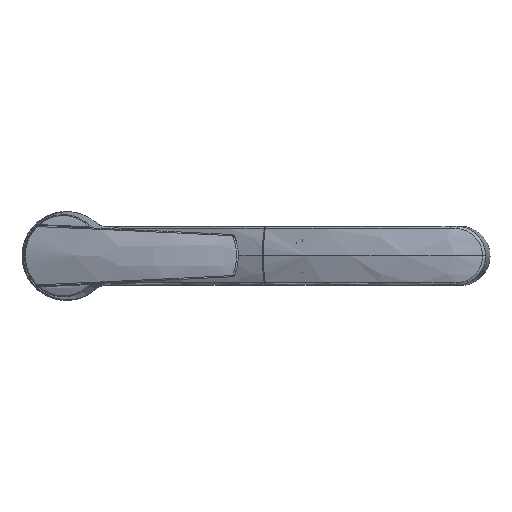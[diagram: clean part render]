
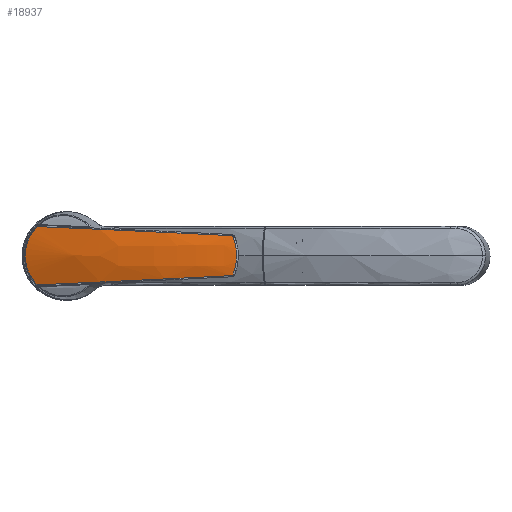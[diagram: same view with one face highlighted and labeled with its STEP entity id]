
A CAD part, top view. The second image highlights one B-rep face of the part: STEP entity #18937.
In plain terms, the highlighted free-form (B-spline) face has degree [3, 3] with [11, 4] control points.
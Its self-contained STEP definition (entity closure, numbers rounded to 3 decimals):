
#1799=B_SPLINE_SURFACE_WITH_KNOTS('',3,3,((#35135,#35136,#35137,#35138),
(#35139,#35140,#35141,#35142),(#35143,#35144,#35145,#35146),(#35147,#35148,
#35149,#35150),(#35151,#35152,#35153,#35154),(#35155,#35156,#35157,#35158),
(#35159,#35160,#35161,#35162),(#35163,#35164,#35165,#35166),(#35167,#35168,
#35169,#35170),(#35171,#35172,#35173,#35174),(#35175,#35176,#35177,#35178)),
 .UNSPECIFIED.,.F.,.F.,.F.,(4,1,1,1,1,1,1,1,4),(4,4),(0.016,
0.074,0.104,0.143,0.191,
0.269,0.367,0.523,0.952),
(0.045,0.955),.UNSPECIFIED.);
#2341=B_SPLINE_CURVE_WITH_KNOTS('',3,(#34244,#34245,#34246,#34247,#34248,
#34249,#34250,#34251,#34252),.UNSPECIFIED.,.F.,.F.,(4,1,1,1,1,1,4),(0.,
0.125,0.25,0.375,0.5,0.75,1.),.UNSPECIFIED.);
#2369=B_SPLINE_CURVE_WITH_KNOTS('',3,(#35095,#35096,#35097,#35098,#35099,
#35100,#35101,#35102,#35103),.UNSPECIFIED.,.F.,.F.,(4,1,1,1,1,1,4),(0.,
0.25,0.5,0.625,0.75,0.875,1.),.UNSPECIFIED.);
#2374=B_SPLINE_CURVE_WITH_KNOTS('',3,(#35179,#35180,#35181,#35182,#35183,
#35184,#35185,#35186,#35187,#35188,#35189),.UNSPECIFIED.,.F.,.F.,(4,1,1,
1,1,1,1,1,4),(0.,0.125,0.25,0.375,0.5,0.625,0.75,0.875,1.),
 .UNSPECIFIED.);
#2375=B_SPLINE_CURVE_WITH_KNOTS('',3,(#35192,#35193,#35194,#35195),
 .UNSPECIFIED.,.F.,.F.,(4,4),(0.,1.),.UNSPECIFIED.);
#2376=B_SPLINE_CURVE_WITH_KNOTS('',3,(#35196,#35197,#35198,#35199,#35200,
#35201,#35202,#35203,#35204,#35205,#35206,#35207,#35208,#35209),
 .UNSPECIFIED.,.F.,.F.,(4,1,1,1,1,1,1,1,1,1,1,4),(0.,0.125,0.188,0.25,
0.375,0.438,0.5,0.625,0.75,0.813,0.875,1.),.UNSPECIFIED.);
#2377=B_SPLINE_CURVE_WITH_KNOTS('',3,(#35210,#35211,#35212,#35213),
 .UNSPECIFIED.,.F.,.F.,(4,4),(0.,1.),.UNSPECIFIED.);
#5295=ORIENTED_EDGE('',*,*,#11094,.T.);
#5296=ORIENTED_EDGE('',*,*,#11095,.T.);
#5297=ORIENTED_EDGE('',*,*,#11088,.T.);
#5298=ORIENTED_EDGE('',*,*,#11096,.T.);
#5299=ORIENTED_EDGE('',*,*,#11055,.T.);
#5300=ORIENTED_EDGE('',*,*,#11097,.T.);
#11055=EDGE_CURVE('',#14086,#14085,#2341,.F.);
#11088=EDGE_CURVE('',#14111,#14110,#2369,.F.);
#11094=EDGE_CURVE('',#14116,#14117,#2374,.T.);
#11095=EDGE_CURVE('',#14117,#14111,#2375,.T.);
#11096=EDGE_CURVE('',#14110,#14086,#2376,.T.);
#11097=EDGE_CURVE('',#14085,#14116,#2377,.T.);
#14085=VERTEX_POINT('',#34243);
#14086=VERTEX_POINT('',#34253);
#14110=VERTEX_POINT('',#35094);
#14111=VERTEX_POINT('',#35104);
#14116=VERTEX_POINT('',#35190);
#14117=VERTEX_POINT('',#35191);
#16143=EDGE_LOOP('',(#5295,#5296,#5297,#5298,#5299,#5300));
#17448=FACE_BOUND('',#16143,.T.);
#18937=ADVANCED_FACE('',(#17448),#1799,.T.);
#34243=CARTESIAN_POINT('',(94.382,-11.515,179.439));
#34244=CARTESIAN_POINT('',(94.382,-11.515,179.439));
#34245=CARTESIAN_POINT('',(89.65,-11.761,179.34));
#34246=CARTESIAN_POINT('',(80.151,-12.268,179.14));
#34247=CARTESIAN_POINT('',(65.976,-12.938,178.132));
#34248=CARTESIAN_POINT('',(51.86,-13.576,176.504));
#34249=CARTESIAN_POINT('',(33.114,-14.416,173.43));
#34250=CARTESIAN_POINT('',(9.983,-15.616,167.823));
#34251=CARTESIAN_POINT('',(-7.945,-16.452,161.562));
#34252=CARTESIAN_POINT('',(-16.731,-16.752,158.02));
#34253=CARTESIAN_POINT('',(-16.731,-16.752,158.02));
#35094=CARTESIAN_POINT('',(-16.732,16.752,158.019));
#35095=CARTESIAN_POINT('',(-16.732,16.752,158.019));
#35096=CARTESIAN_POINT('',(-7.918,16.451,161.574));
#35097=CARTESIAN_POINT('',(9.971,15.612,167.832));
#35098=CARTESIAN_POINT('',(33.091,14.417,173.424));
#35099=CARTESIAN_POINT('',(51.853,13.576,176.503));
#35100=CARTESIAN_POINT('',(66.009,12.937,178.136));
#35101=CARTESIAN_POINT('',(80.183,12.267,179.141));
#35102=CARTESIAN_POINT('',(89.661,11.761,179.34));
#35103=CARTESIAN_POINT('',(94.382,11.515,179.439));
#35104=CARTESIAN_POINT('',(94.382,11.515,179.439));
#35135=CARTESIAN_POINT('',(98.997,19.196,177.917));
#35136=CARTESIAN_POINT('',(98.388,5.751,181.262));
#35137=CARTESIAN_POINT('',(98.388,-5.751,181.262));
#35138=CARTESIAN_POINT('',(98.997,-19.195,177.918));
#35139=CARTESIAN_POINT('',(96.277,19.079,177.907));
#35140=CARTESIAN_POINT('',(95.676,5.746,181.222));
#35141=CARTESIAN_POINT('',(95.676,-5.746,181.222));
#35142=CARTESIAN_POINT('',(96.276,-19.078,177.908));
#35143=CARTESIAN_POINT('',(92.197,18.904,177.891));
#35144=CARTESIAN_POINT('',(91.609,5.738,181.161));
#35145=CARTESIAN_POINT('',(91.609,-5.738,181.161));
#35146=CARTESIAN_POINT('',(92.197,-18.903,177.891));
#35147=CARTESIAN_POINT('',(86.302,18.651,177.87));
#35148=CARTESIAN_POINT('',(85.733,5.727,181.075));
#35149=CARTESIAN_POINT('',(85.733,-5.727,181.075));
#35150=CARTESIAN_POINT('',(86.302,-18.65,177.87));
#35151=CARTESIAN_POINT('',(80.895,18.437,177.761));
#35152=CARTESIAN_POINT('',(80.338,5.717,180.91));
#35153=CARTESIAN_POINT('',(80.338,-5.717,180.91));
#35154=CARTESIAN_POINT('',(80.895,-18.436,177.761));
#35155=CARTESIAN_POINT('',(73.288,18.162,177.466));
#35156=CARTESIAN_POINT('',(72.74,5.705,180.541));
#35157=CARTESIAN_POINT('',(72.74,-5.705,180.541));
#35158=CARTESIAN_POINT('',(73.288,-18.161,177.467));
#35159=CARTESIAN_POINT('',(63.104,17.845,176.78));
#35160=CARTESIAN_POINT('',(62.551,5.69,179.766));
#35161=CARTESIAN_POINT('',(62.551,-5.69,179.766));
#35162=CARTESIAN_POINT('',(63.104,-17.845,176.78));
#35163=CARTESIAN_POINT('',(48.264,17.478,175.188));
#35164=CARTESIAN_POINT('',(47.675,5.674,178.064));
#35165=CARTESIAN_POINT('',(47.675,-5.674,178.064));
#35166=CARTESIAN_POINT('',(48.264,-17.478,175.188));
#35167=CARTESIAN_POINT('',(18.336,16.986,170.196));
#35168=CARTESIAN_POINT('',(17.601,5.652,172.894));
#35169=CARTESIAN_POINT('',(17.601,-5.652,172.894));
#35170=CARTESIAN_POINT('',(18.336,-16.985,170.196));
#35171=CARTESIAN_POINT('',(-6.116,16.953,162.566));
#35172=CARTESIAN_POINT('',(-7.081,5.65,165.177));
#35173=CARTESIAN_POINT('',(-7.081,-5.65,165.177));
#35174=CARTESIAN_POINT('',(-6.116,-16.953,162.566));
#35175=CARTESIAN_POINT('',(-23.458,16.951,155.216));
#35176=CARTESIAN_POINT('',(-24.587,5.65,157.754));
#35177=CARTESIAN_POINT('',(-24.587,-5.65,157.754));
#35178=CARTESIAN_POINT('',(-23.458,-16.951,155.216));
#35179=CARTESIAN_POINT('',(95.569,-11.161,179.51));
#35180=CARTESIAN_POINT('',(95.941,-10.297,179.649));
#35181=CARTESIAN_POINT('',(96.587,-8.531,179.902));
#35182=CARTESIAN_POINT('',(97.284,-5.695,180.197));
#35183=CARTESIAN_POINT('',(97.677,-2.913,180.374));
#35184=CARTESIAN_POINT('',(97.813,-0.001,180.438));
#35185=CARTESIAN_POINT('',(97.678,2.911,180.374));
#35186=CARTESIAN_POINT('',(97.285,5.692,180.198));
#35187=CARTESIAN_POINT('',(96.588,8.53,179.902));
#35188=CARTESIAN_POINT('',(95.941,10.296,179.649));
#35189=CARTESIAN_POINT('',(95.569,11.161,179.51));
#35190=CARTESIAN_POINT('',(95.569,-11.161,179.51));
#35191=CARTESIAN_POINT('',(95.569,11.161,179.51));
#35192=CARTESIAN_POINT('',(95.569,11.161,179.51));
#35193=CARTESIAN_POINT('',(95.217,11.376,179.472));
#35194=CARTESIAN_POINT('',(94.808,11.492,179.448));
#35195=CARTESIAN_POINT('',(94.382,11.515,179.439));
#35196=CARTESIAN_POINT('',(-16.732,16.752,158.019));
#35197=CARTESIAN_POINT('',(-17.822,15.673,157.871));
#35198=CARTESIAN_POINT('',(-19.286,13.9,157.706));
#35199=CARTESIAN_POINT('',(-20.871,11.251,157.57));
#35200=CARTESIAN_POINT('',(-22.223,8.356,157.475));
#35201=CARTESIAN_POINT('',(-23.101,5.423,157.427));
#35202=CARTESIAN_POINT('',(-23.552,2.36,157.408));
#35203=CARTESIAN_POINT('',(-23.702,-0.798,157.404));
#35204=CARTESIAN_POINT('',(-23.321,-4.701,157.414));
#35205=CARTESIAN_POINT('',(-22.225,-8.351,157.474));
#35206=CARTESIAN_POINT('',(-20.874,-11.248,157.569));
#35207=CARTESIAN_POINT('',(-19.288,-13.897,157.706));
#35208=CARTESIAN_POINT('',(-17.822,-15.671,157.872));
#35209=CARTESIAN_POINT('',(-16.731,-16.752,158.02));
#35210=CARTESIAN_POINT('',(94.382,-11.515,179.439));
#35211=CARTESIAN_POINT('',(94.807,-11.493,179.448));
#35212=CARTESIAN_POINT('',(95.217,-11.376,179.472));
#35213=CARTESIAN_POINT('',(95.569,-11.161,179.51));
